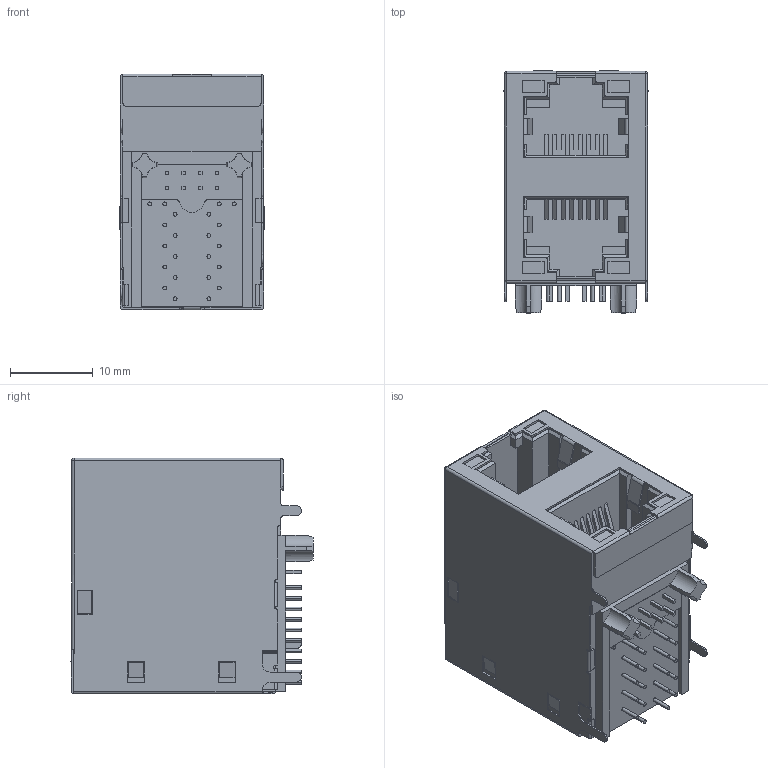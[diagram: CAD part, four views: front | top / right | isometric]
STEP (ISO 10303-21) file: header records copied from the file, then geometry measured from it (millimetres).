
FILE_DESCRIPTION((''),'2;1');
FILE_NAME('C-2301997-7','2017-02-28T',('workeradm'),('Tyco Electronics Ltd.'),'CREO PARAMETRIC BY PTC INC, 2016050','CREO PARAMETRIC BY PTC INC, 2016050','');
FILE_SCHEMA(('AUTOMOTIVE_DESIGN { 1 0 10303 214 1 1 1 1 }'));
Length unit declared in the file: millimetre
Products named in the file (1): C-2301997-7
Bounding box: 17.44 x 29.21 x 28.43 mm (x, y, z)
Volume: 10224.4 mm3; surface area: 5284.8 mm2
Topology: 1 solids, 1 shells, 779 faces, 2099 edges, 1367 vertices
Faces by surface type: plane 577, cylinder 200, sphere 2
Entity records: 24474 total; most frequent: CARTESIAN_POINT 4365, ORIENTED_EDGE 4198, DIRECTION 4046, EDGE_CURVE 2099, VECTOR 1666, LINE 1666, VERTEX_POINT 1367, AXIS2_PLACEMENT_3D 1190
